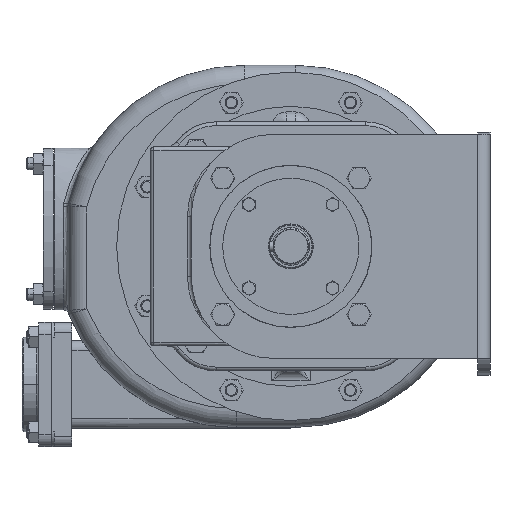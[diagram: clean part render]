
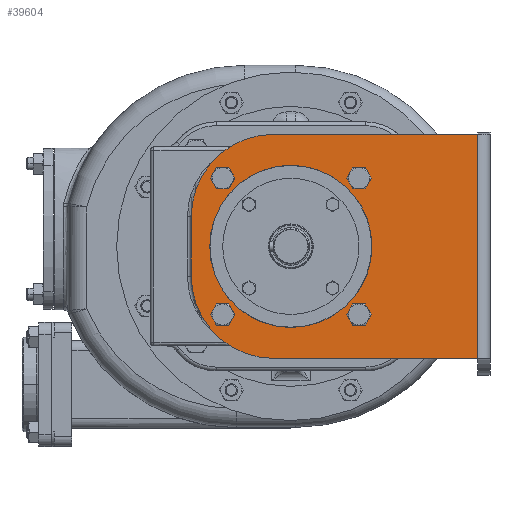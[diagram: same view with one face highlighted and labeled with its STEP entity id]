
A CAD part, left-side view. The second image highlights one B-rep face of the part: STEP entity #39604.
In plain terms, the highlighted planar face has unit normal (-1, 0, 0).
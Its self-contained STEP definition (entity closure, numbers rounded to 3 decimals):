
#10141=DIRECTION('',(0.,0.,1.));
#10142=VECTOR('',#10141,180.);
#10143=CARTESIAN_POINT('',(-320.5,0.,-90.));
#10144=LINE('',#10143,#10142);
#10320=CARTESIAN_POINT('',(-320.5,164.,-24.));
#10321=DIRECTION('',(1.,0.,0.));
#10322=DIRECTION('',(0.,0.,-1.));
#10323=AXIS2_PLACEMENT_3D('',#10320,#10321,#10322);
#10325=DIRECTION('',(0.,0.,1.));
#10326=VECTOR('',#10325,48.);
#10327=CARTESIAN_POINT('',(-320.5,230.,-24.));
#10328=LINE('',#10327,#10326);
#10329=CARTESIAN_POINT('',(-320.5,164.,24.));
#10330=DIRECTION('',(1.,0.,0.));
#10331=DIRECTION('',(0.,1.,0.));
#10332=AXIS2_PLACEMENT_3D('',#10329,#10330,#10331);
#10334=DIRECTION('',(0.,-1.,0.));
#10335=VECTOR('',#10334,164.);
#10336=CARTESIAN_POINT('',(-320.5,164.,90.));
#10337=LINE('',#10336,#10335);
#10338=DIRECTION('',(0.,1.,0.));
#10339=VECTOR('',#10338,164.);
#10340=CARTESIAN_POINT('',(-320.5,0.,-90.));
#10341=LINE('',#10340,#10339);
#10342=CARTESIAN_POINT('',(-320.5,150.,0.));
#10343=DIRECTION('',(-1.,0.,0.));
#10344=DIRECTION('',(0.,-1.,0.));
#10345=AXIS2_PLACEMENT_3D('',#10342,#10343,#10344);
#10347=CARTESIAN_POINT('',(-320.5,150.,0.));
#10348=DIRECTION('',(-1.,0.,0.));
#10349=DIRECTION('',(0.,1.,0.));
#10350=AXIS2_PLACEMENT_3D('',#10347,#10348,#10349);
#10352=CARTESIAN_POINT('',(-320.5,204.801,-54.801));
#10353=DIRECTION('',(1.,0.,0.));
#10354=DIRECTION('',(0.,0.,-1.));
#10355=AXIS2_PLACEMENT_3D('',#10352,#10353,#10354);
#10357=CARTESIAN_POINT('',(-320.5,204.801,-54.801));
#10358=DIRECTION('',(1.,0.,0.));
#10359=DIRECTION('',(0.,0.,1.));
#10360=AXIS2_PLACEMENT_3D('',#10357,#10358,#10359);
#10362=CARTESIAN_POINT('',(-320.5,95.199,-54.801));
#10363=DIRECTION('',(1.,0.,0.));
#10364=DIRECTION('',(0.,0.,-1.));
#10365=AXIS2_PLACEMENT_3D('',#10362,#10363,#10364);
#10367=CARTESIAN_POINT('',(-320.5,95.199,-54.801));
#10368=DIRECTION('',(1.,0.,0.));
#10369=DIRECTION('',(0.,0.,1.));
#10370=AXIS2_PLACEMENT_3D('',#10367,#10368,#10369);
#10372=CARTESIAN_POINT('',(-320.5,95.199,54.801));
#10373=DIRECTION('',(1.,0.,0.));
#10374=DIRECTION('',(0.,0.,-1.));
#10375=AXIS2_PLACEMENT_3D('',#10372,#10373,#10374);
#10377=CARTESIAN_POINT('',(-320.5,95.199,54.801));
#10378=DIRECTION('',(1.,0.,0.));
#10379=DIRECTION('',(0.,0.,1.));
#10380=AXIS2_PLACEMENT_3D('',#10377,#10378,#10379);
#10382=CARTESIAN_POINT('',(-320.5,204.801,54.801));
#10383=DIRECTION('',(1.,0.,0.));
#10384=DIRECTION('',(0.,0.,-1.));
#10385=AXIS2_PLACEMENT_3D('',#10382,#10383,#10384);
#10387=CARTESIAN_POINT('',(-320.5,204.801,54.801));
#10388=DIRECTION('',(1.,0.,0.));
#10389=DIRECTION('',(0.,0.,1.));
#10390=AXIS2_PLACEMENT_3D('',#10387,#10388,#10389);
#26629=CARTESIAN_POINT('',(-320.5,164.,-90.));
#26631=VERTEX_POINT('',#26629);
#26632=CARTESIAN_POINT('',(-320.5,84.85,0.));
#26633=CARTESIAN_POINT('',(-320.5,215.15,0.));
#26634=VERTEX_POINT('',#26632);
#26635=VERTEX_POINT('',#26633);
#26640=CARTESIAN_POINT('',(-320.5,0.,-90.));
#26641=VERTEX_POINT('',#26640);
#26642=CARTESIAN_POINT('',(-320.5,0.,90.));
#26643=VERTEX_POINT('',#26642);
#26644=CARTESIAN_POINT('',(-320.5,164.,90.));
#26645=VERTEX_POINT('',#26644);
#26688=CARTESIAN_POINT('',(-320.5,230.,-24.));
#26689=VERTEX_POINT('',#26688);
#26690=CARTESIAN_POINT('',(-320.5,230.,24.));
#26691=VERTEX_POINT('',#26690);
#26770=CARTESIAN_POINT('',(-320.5,204.801,-62.901));
#26771=CARTESIAN_POINT('',(-320.5,204.801,-46.701));
#26772=VERTEX_POINT('',#26770);
#26773=VERTEX_POINT('',#26771);
#26816=CARTESIAN_POINT('',(-320.5,95.199,-62.901));
#26817=CARTESIAN_POINT('',(-320.5,95.199,-46.701));
#26818=VERTEX_POINT('',#26816);
#26819=VERTEX_POINT('',#26817);
#26862=CARTESIAN_POINT('',(-320.5,95.199,46.701));
#26863=CARTESIAN_POINT('',(-320.5,95.199,62.901));
#26864=VERTEX_POINT('',#26862);
#26865=VERTEX_POINT('',#26863);
#26908=CARTESIAN_POINT('',(-320.5,204.801,46.701));
#26909=CARTESIAN_POINT('',(-320.5,204.801,62.901));
#26910=VERTEX_POINT('',#26908);
#26911=VERTEX_POINT('',#26909);
#39561=CARTESIAN_POINT('',(-320.5,150.,0.));
#39562=DIRECTION('',(1.,0.,0.));
#39563=DIRECTION('',(0.,0.,-1.));
#39564=AXIS2_PLACEMENT_3D('',#39561,#39562,#39563);
#39565=PLANE('',#39564);
#39566=ORIENTED_EDGE('',*,*,#39555,.T.);
#39567=ORIENTED_EDGE('',*,*,#39295,.T.);
#39568=ORIENTED_EDGE('',*,*,#39314,.T.);
#39569=ORIENTED_EDGE('',*,*,#39328,.T.);
#39570=ORIENTED_EDGE('',*,*,#39358,.F.);
#39571=ORIENTED_EDGE('',*,*,#39542,.T.);
#39572=EDGE_LOOP('',(#39566,#39567,#39568,#39569,#39570,#39571));
#39573=FACE_OUTER_BOUND('',#39572,.F.);
#39575=ORIENTED_EDGE('',*,*,#39574,.T.);
#39577=ORIENTED_EDGE('',*,*,#39576,.T.);
#39578=EDGE_LOOP('',(#39575,#39577));
#39579=FACE_BOUND('',#39578,.F.);
#39581=ORIENTED_EDGE('',*,*,#39580,.F.);
#39583=ORIENTED_EDGE('',*,*,#39582,.F.);
#39584=EDGE_LOOP('',(#39581,#39583));
#39585=FACE_BOUND('',#39584,.F.);
#39587=ORIENTED_EDGE('',*,*,#39586,.F.);
#39589=ORIENTED_EDGE('',*,*,#39588,.F.);
#39590=EDGE_LOOP('',(#39587,#39589));
#39591=FACE_BOUND('',#39590,.F.);
#39593=ORIENTED_EDGE('',*,*,#39592,.F.);
#39595=ORIENTED_EDGE('',*,*,#39594,.F.);
#39596=EDGE_LOOP('',(#39593,#39595));
#39597=FACE_BOUND('',#39596,.F.);
#39599=ORIENTED_EDGE('',*,*,#39598,.F.);
#39601=ORIENTED_EDGE('',*,*,#39600,.F.);
#39602=EDGE_LOOP('',(#39599,#39601));
#39603=FACE_BOUND('',#39602,.F.);
#39604=ADVANCED_FACE('',(#39573,#39579,#39585,#39591,#39597,#39603),#39565,.F.);
#10324=CIRCLE('',#10323,66.);
#10333=CIRCLE('',#10332,66.);
#10346=CIRCLE('',#10345,65.15);
#10351=CIRCLE('',#10350,65.15);
#10356=CIRCLE('',#10355,8.1);
#10361=CIRCLE('',#10360,8.1);
#10366=CIRCLE('',#10365,8.1);
#10371=CIRCLE('',#10370,8.1);
#10376=CIRCLE('',#10375,8.1);
#10381=CIRCLE('',#10380,8.1);
#10386=CIRCLE('',#10385,8.1);
#10391=CIRCLE('',#10390,8.1);
#39295=EDGE_CURVE('',#26689,#26691,#10328,.T.);
#39314=EDGE_CURVE('',#26691,#26645,#10333,.T.);
#39328=EDGE_CURVE('',#26645,#26643,#10337,.T.);
#39358=EDGE_CURVE('',#26641,#26643,#10144,.T.);
#39542=EDGE_CURVE('',#26641,#26631,#10341,.T.);
#39555=EDGE_CURVE('',#26631,#26689,#10324,.T.);
#39574=EDGE_CURVE('',#26634,#26635,#10346,.T.);
#39576=EDGE_CURVE('',#26635,#26634,#10351,.T.);
#39580=EDGE_CURVE('',#26772,#26773,#10356,.T.);
#39582=EDGE_CURVE('',#26773,#26772,#10361,.T.);
#39586=EDGE_CURVE('',#26818,#26819,#10366,.T.);
#39588=EDGE_CURVE('',#26819,#26818,#10371,.T.);
#39592=EDGE_CURVE('',#26864,#26865,#10376,.T.);
#39594=EDGE_CURVE('',#26865,#26864,#10381,.T.);
#39598=EDGE_CURVE('',#26910,#26911,#10386,.T.);
#39600=EDGE_CURVE('',#26911,#26910,#10391,.T.);
